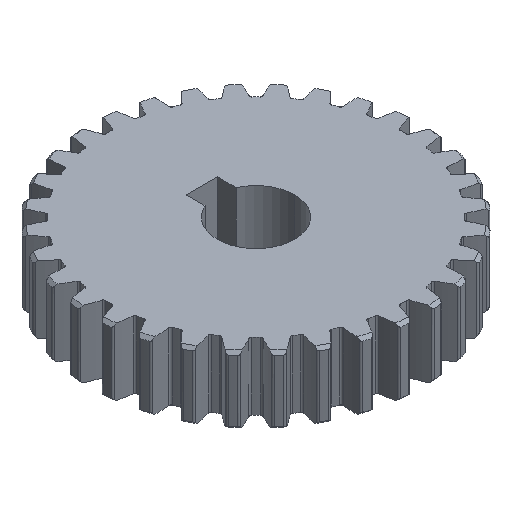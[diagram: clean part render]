
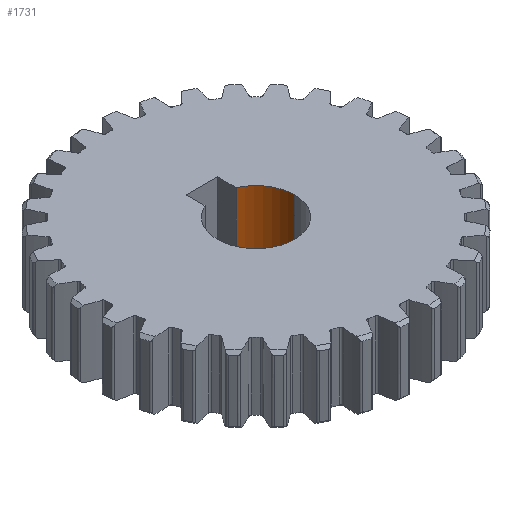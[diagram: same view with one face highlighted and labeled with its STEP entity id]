
A CAD part, isometric view. The second image highlights one B-rep face of the part: STEP entity #1731.
In plain terms, the highlighted cylindrical face has radius 5.029 mm (diameter 10.058 mm), a partial arc.
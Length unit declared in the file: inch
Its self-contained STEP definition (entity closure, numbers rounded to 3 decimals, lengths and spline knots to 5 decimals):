
#596 = VERTEX_POINT ( 'NONE', #10776 ) ;
#822 = VERTEX_POINT ( 'NONE', #11002 ) ;
#823 = VERTEX_POINT ( 'NONE', #11003 ) ;
#1293 = EDGE_CURVE ( 'NONE', #823, #596, #11986, .T. ) ;
#1302 = EDGE_CURVE ( 'NONE', #7698, #596, #11992, .T. ) ;
#1731 = ADVANCED_FACE ( 'NONE', ( #2987 ), #2990, .F. ) ;
#2382 = DIRECTION ( 'NONE',  ( 0., 0., -1. ) ) ;
#2385 = DIRECTION ( 'NONE',  ( -1., 0., 0. ) ) ;
#2707 = CARTESIAN_POINT ( 'NONE',  ( 0., 0., 0.345 ) ) ;
#2987 = FACE_OUTER_BOUND ( 'NONE', #9273, .T. ) ;
#2990 = CYLINDRICAL_SURFACE ( 'NONE', #12410, 0.198 ) ;
#3752 = CARTESIAN_POINT ( 'NONE',  ( 0., 0., 0.345 ) ) ;
#3758 = DIRECTION ( 'NONE',  ( 0., 0., 1. ) ) ;
#3759 = DIRECTION ( 'NONE',  ( 1., 0., 0. ) ) ;
#3992 = CIRCLE ( 'NONE', #12636, 0.198 ) ;
#4154 = CARTESIAN_POINT ( 'NONE',  ( 0.08, 0.18112, 0.345 ) ) ;
#4421 = CARTESIAN_POINT ( 'NONE',  ( 0.198, 0., 0.345 ) ) ;
#4422 = DIRECTION ( 'NONE',  ( 0., 0., -1. ) ) ;
#4757 = LINE ( 'NONE', #4421, #4763 ) ;
#4763 = VECTOR ( 'NONE', #4422, 39.37008 ) ;
#7503 = EDGE_CURVE ( 'NONE', #822, #7698, #3992, .T. ) ;
#7698 = VERTEX_POINT ( 'NONE', #4154 ) ;
#8047 = EDGE_CURVE ( 'NONE', #822, #823, #4757, .T. ) ;
#8315 = ORIENTED_EDGE ( 'NONE', *, *, #8047, .F. ) ;
#8316 = ORIENTED_EDGE ( 'NONE', *, *, #7503, .T. ) ;
#8317 = ORIENTED_EDGE ( 'NONE', *, *, #1302, .T. ) ;
#8318 = ORIENTED_EDGE ( 'NONE', *, *, #1293, .F. ) ;
#9273 = EDGE_LOOP ( 'NONE', ( #8315, #8316, #8317, #8318 ) ) ;
#10776 = CARTESIAN_POINT ( 'NONE',  ( 0.08, 0.18112, 0. ) ) ;
#11002 = CARTESIAN_POINT ( 'NONE',  ( 0.198, 0., 0.345 ) ) ;
#11003 = CARTESIAN_POINT ( 'NONE',  ( 0.198, 0., 0. ) ) ;
#11570 = CARTESIAN_POINT ( 'NONE',  ( 0., 0., 0. ) ) ;
#11573 = DIRECTION ( 'NONE',  ( 0., 0., 1. ) ) ;
#11574 = DIRECTION ( 'NONE',  ( 1., 0., 0. ) ) ;
#11602 = CARTESIAN_POINT ( 'NONE',  ( 0.08, 0.18112, 0.345 ) ) ;
#11603 = DIRECTION ( 'NONE',  ( 0., 0., -1. ) ) ;
#11986 = CIRCLE ( 'NONE', #12249, 0.198 ) ;
#11992 = LINE ( 'NONE', #11602, #11994 ) ;
#11994 = VECTOR ( 'NONE', #11603, 39.37008 ) ;
#12249 = AXIS2_PLACEMENT_3D ( 'NONE', #11570, #11573, #11574 ) ;
#12410 = AXIS2_PLACEMENT_3D ( 'NONE', #2707, #2382, #2385 ) ;
#12636 = AXIS2_PLACEMENT_3D ( 'NONE', #3752, #3758, #3759 ) ;
